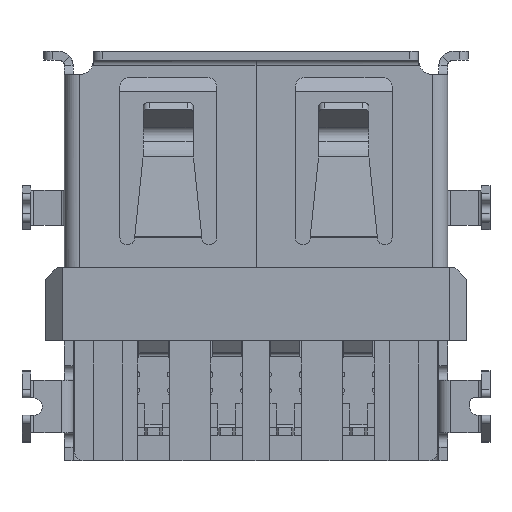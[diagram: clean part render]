
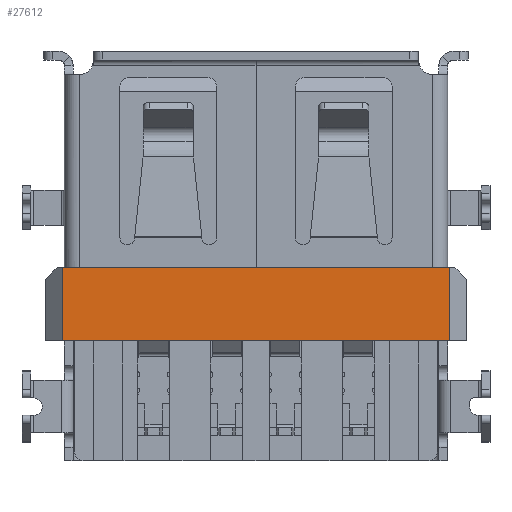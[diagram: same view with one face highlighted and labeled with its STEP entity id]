
A CAD part, front view. The second image highlights one B-rep face of the part: STEP entity #27612.
In plain terms, the highlighted planar face has unit normal (0, -1, 0).
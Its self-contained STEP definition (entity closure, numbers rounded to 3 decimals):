
#8164=DIRECTION('',(-1.,0.,0.));
#8165=VECTOR('',#8164,13.2);
#8166=CARTESIAN_POINT('',(6.6,-3.61,4.1));
#8167=LINE('',#8166,#8165);
#8168=DIRECTION('',(1.,0.,0.));
#8169=VECTOR('',#8168,13.2);
#8170=CARTESIAN_POINT('',(-6.6,-3.61,6.6));
#8171=LINE('',#8170,#8169);
#8172=DIRECTION('',(0.,0.,-1.));
#8173=VECTOR('',#8172,2.5);
#8174=CARTESIAN_POINT('',(6.6,-3.61,6.6));
#8175=LINE('',#8174,#8173);
#8176=DIRECTION('',(0.,0.,-1.));
#8177=VECTOR('',#8176,2.5);
#8178=CARTESIAN_POINT('',(-6.6,-3.61,6.6));
#8179=LINE('',#8178,#8177);
#12623=CARTESIAN_POINT('',(6.6,-3.61,4.1));
#12624=CARTESIAN_POINT('',(-6.6,-3.61,4.1));
#12625=VERTEX_POINT('',#12623);
#12626=VERTEX_POINT('',#12624);
#12853=CARTESIAN_POINT('',(-6.6,-3.61,6.6));
#12854=CARTESIAN_POINT('',(6.6,-3.61,6.6));
#12855=VERTEX_POINT('',#12853);
#12856=VERTEX_POINT('',#12854);
#27600=CARTESIAN_POINT('',(0.,-3.61,5.35));
#27601=DIRECTION('',(0.,1.,0.));
#27602=DIRECTION('',(1.,0.,0.));
#27603=AXIS2_PLACEMENT_3D('',#27600,#27601,#27602);
#27604=PLANE('',#27603);
#27605=ORIENTED_EDGE('',*,*,#27207,.T.);
#27607=ORIENTED_EDGE('',*,*,#27606,.F.);
#27608=ORIENTED_EDGE('',*,*,#27532,.T.);
#27609=ORIENTED_EDGE('',*,*,#27592,.T.);
#27610=EDGE_LOOP('',(#27605,#27607,#27608,#27609));
#27611=FACE_OUTER_BOUND('',#27610,.F.);
#27612=ADVANCED_FACE('',(#27611),#27604,.F.);
#27207=EDGE_CURVE('',#12625,#12626,#8167,.T.);
#27532=EDGE_CURVE('',#12855,#12856,#8171,.T.);
#27592=EDGE_CURVE('',#12856,#12625,#8175,.T.);
#27606=EDGE_CURVE('',#12855,#12626,#8179,.T.);
